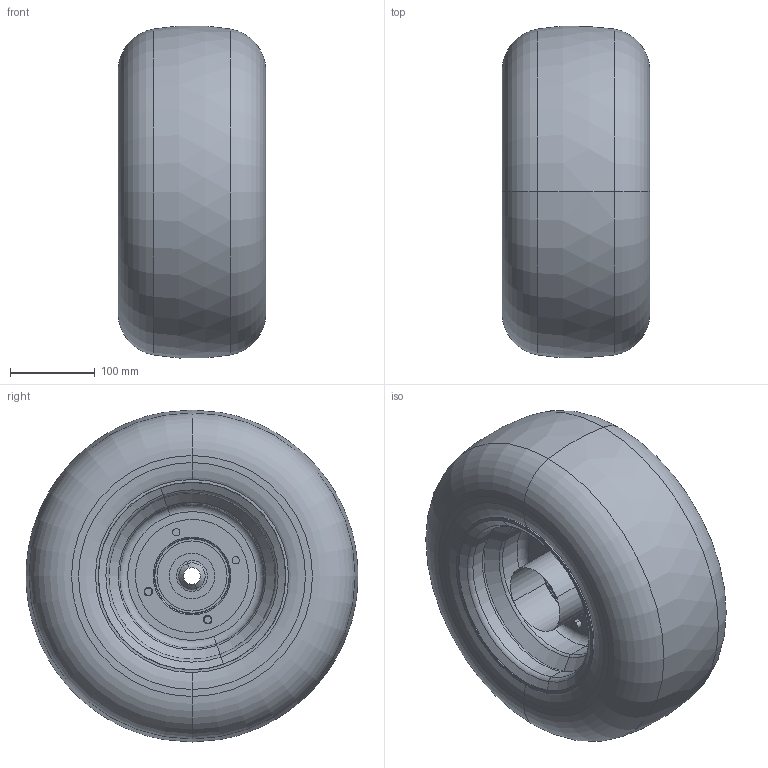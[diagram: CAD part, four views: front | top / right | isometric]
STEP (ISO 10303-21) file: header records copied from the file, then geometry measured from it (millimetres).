
FILE_DESCRIPTION(('FreeCAD Model'),'2;1');
FILE_NAME('seekurjr_wheel_full.step','2014-02-05T16:27:56',('FreeCAD'),('FreeCAD'), 'Open CASCADE STEP processor 6.5','FreeCAD','Unknown');
FILE_SCHEMA(('AUTOMOTIVE_DESIGN_CC2 { 1 2 10303 214 -1 1 5 4 }'));
Length unit declared in the file: millimetre
Products named in the file (16): SKR0599; SKR0600; SKR0602; SKR0603; SKR0601; SKR0605; SKR0607; SKR0606; SKR0604; SKR0609; SKR0610; SKR0611; SKR0612; SKR0613; SKR0614; SKR0615
Bounding box: 174.87 x 392.8 x 392.8 mm (x, y, z)
Surface area: 516998 mm2 (no closed solid volume)
Topology: 0 solids, 16 shells, 133 faces, 378 edges, 245 vertices
Faces by surface type: torus 44, cone 30, plane 28, cylinder 24, bspline 5, revolution 2
Entity records: 16163 total; most frequent: CARTESIAN_POINT 10191, DIRECTION 837, ORIENTED_EDGE 592, PCURVE 592, DEFINITIONAL_REPRESENTATION 592, B_SPLINE_CURVE_WITH_KNOTS 580, EDGE_CURVE 378, SURFACE_CURVE 378
